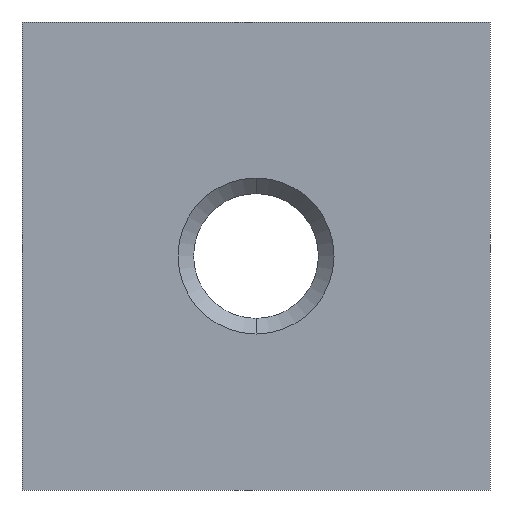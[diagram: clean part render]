
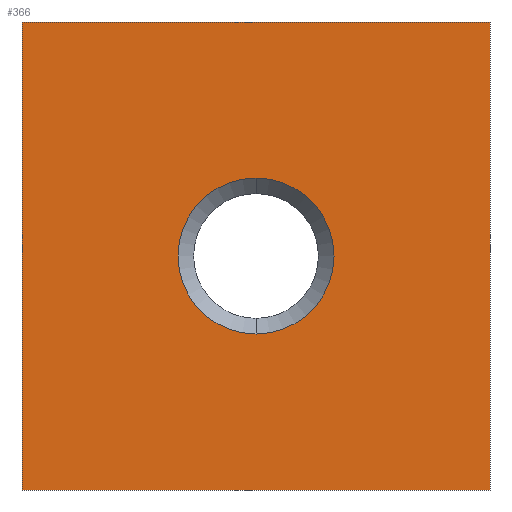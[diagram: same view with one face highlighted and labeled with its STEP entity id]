
A CAD part, front view. The second image highlights one B-rep face of the part: STEP entity #366.
In plain terms, the highlighted planar face has unit normal (0, -1, 0).
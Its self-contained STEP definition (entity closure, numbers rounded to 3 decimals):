
#6 = CARTESIAN_POINT ( 'NONE',  ( 7.5, -1.5, -7.5 ) ) ;
#9 = EDGE_CURVE ( 'NONE', #387, #195, #417, .T. ) ;
#16 = VERTEX_POINT ( 'NONE', #273 ) ;
#18 = CARTESIAN_POINT ( 'NONE',  ( 7.5, -1.5, -7.5 ) ) ;
#34 = PLANE ( 'NONE',  #113 ) ;
#54 = EDGE_CURVE ( 'NONE', #339, #387, #165, .T. ) ;
#58 = CARTESIAN_POINT ( 'NONE',  ( 0., -1.5, 0. ) ) ;
#64 = VECTOR ( 'NONE', #317, 1000. ) ;
#65 = EDGE_LOOP ( 'NONE', ( #71, #324 ) ) ;
#71 = ORIENTED_EDGE ( 'NONE', *, *, #77, .T. ) ;
#73 = CARTESIAN_POINT ( 'NONE',  ( 0., -1.5, 0. ) ) ;
#77 = EDGE_CURVE ( 'NONE', #16, #433, #224, .T. ) ;
#83 = AXIS2_PLACEMENT_3D ( 'NONE', #283, #407, #439 ) ;
#91 = ORIENTED_EDGE ( 'NONE', *, *, #139, .F. ) ;
#102 = CARTESIAN_POINT ( 'NONE',  ( -7.5, -1.5, 7.5 ) ) ;
#104 = CARTESIAN_POINT ( 'NONE',  ( -7.5, -1.5, -7.5 ) ) ;
#113 = AXIS2_PLACEMENT_3D ( 'NONE', #73, #379, #321 ) ;
#127 = ORIENTED_EDGE ( 'NONE', *, *, #54, .F. ) ;
#129 = DIRECTION ( 'NONE',  ( 0., 1., 0. ) ) ;
#139 = EDGE_CURVE ( 'NONE', #248, #339, #164, .T. ) ;
#157 = EDGE_CURVE ( 'NONE', #433, #16, #406, .T. ) ;
#164 = LINE ( 'NONE', #102, #64 ) ;
#165 = LINE ( 'NONE', #18, #396 ) ;
#169 = EDGE_LOOP ( 'NONE', ( #247, #351, #127, #91 ) ) ;
#186 = FACE_OUTER_BOUND ( 'NONE', #169, .T. ) ;
#195 = VERTEX_POINT ( 'NONE', #104 ) ;
#222 = DIRECTION ( 'NONE',  ( 0., 0., 1. ) ) ;
#224 = CIRCLE ( 'NONE', #298, 2.5 ) ;
#234 = CARTESIAN_POINT ( 'NONE',  ( -7.5, -1.5, -7.5 ) ) ;
#244 = CARTESIAN_POINT ( 'NONE',  ( 7.5, -1.5, 7.5 ) ) ;
#247 = ORIENTED_EDGE ( 'NONE', *, *, #380, .F. ) ;
#248 = VERTEX_POINT ( 'NONE', #284 ) ;
#266 = FACE_BOUND ( 'NONE', #65, .T. ) ;
#273 = CARTESIAN_POINT ( 'NONE',  ( 0., -1.5, -2.5 ) ) ;
#283 = CARTESIAN_POINT ( 'NONE',  ( 0., -1.5, 0. ) ) ;
#284 = CARTESIAN_POINT ( 'NONE',  ( -7.5, -1.5, 7.5 ) ) ;
#286 = VECTOR ( 'NONE', #363, 1000. ) ;
#298 = AXIS2_PLACEMENT_3D ( 'NONE', #58, #129, #310 ) ;
#310 = DIRECTION ( 'NONE',  ( 0., 0., 1. ) ) ;
#317 = DIRECTION ( 'NONE',  ( 1., 0., 0. ) ) ;
#321 = DIRECTION ( 'NONE',  ( 0., 0., 1. ) ) ;
#324 = ORIENTED_EDGE ( 'NONE', *, *, #157, .T. ) ;
#339 = VERTEX_POINT ( 'NONE', #244 ) ;
#351 = ORIENTED_EDGE ( 'NONE', *, *, #9, .F. ) ;
#363 = DIRECTION ( 'NONE',  ( -1., 0., 0. ) ) ;
#366 = ADVANCED_FACE ( 'NONE', ( #266, #186 ), #34, .F. ) ;
#379 = DIRECTION ( 'NONE',  ( 0., 1., 0. ) ) ;
#380 = EDGE_CURVE ( 'NONE', #195, #248, #436, .T. ) ;
#386 = CARTESIAN_POINT ( 'NONE',  ( 0., -1.5, 2.5 ) ) ;
#387 = VERTEX_POINT ( 'NONE', #6 ) ;
#396 = VECTOR ( 'NONE', #427, 1000. ) ;
#400 = VECTOR ( 'NONE', #222, 1000. ) ;
#406 = CIRCLE ( 'NONE', #83, 2.5 ) ;
#407 = DIRECTION ( 'NONE',  ( 0., 1., 0. ) ) ;
#411 = CARTESIAN_POINT ( 'NONE',  ( -7.5, -1.5, -7.5 ) ) ;
#417 = LINE ( 'NONE', #234, #286 ) ;
#427 = DIRECTION ( 'NONE',  ( 0., 0., -1. ) ) ;
#433 = VERTEX_POINT ( 'NONE', #386 ) ;
#436 = LINE ( 'NONE', #411, #400 ) ;
#439 = DIRECTION ( 'NONE',  ( 0., 0., 1. ) ) ;
